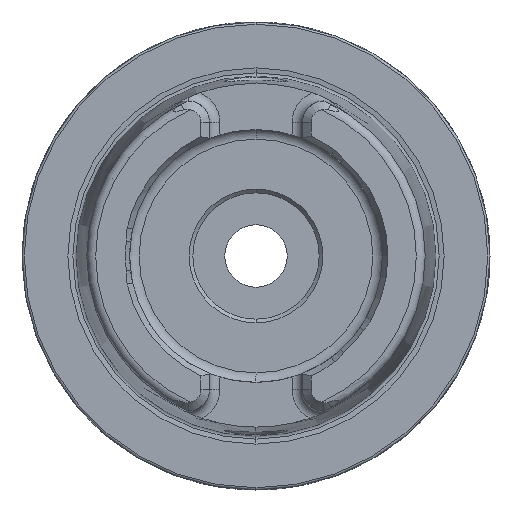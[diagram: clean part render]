
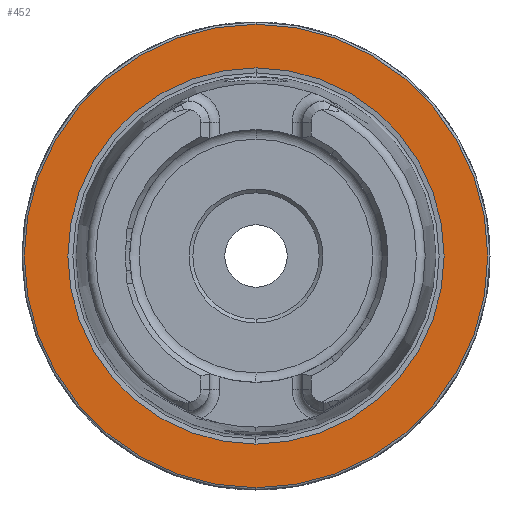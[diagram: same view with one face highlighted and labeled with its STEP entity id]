
A CAD part, left-side view. The second image highlights one B-rep face of the part: STEP entity #452.
In plain terms, the highlighted planar face has unit normal (-1, 0, 0).
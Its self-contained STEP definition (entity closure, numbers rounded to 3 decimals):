
#53 = VERTEX_POINT ( 'NONE', #3582 ) ;
#452 = ADVANCED_FACE ( 'NONE', ( #4131, #4122 ), #5819, .F. ) ;
#966 = EDGE_LOOP ( 'NONE', ( #1310, #1311 ) ) ;
#967 = EDGE_LOOP ( 'NONE', ( #1308, #1309 ) ) ;
#1308 = ORIENTED_EDGE ( 'NONE', *, *, #5703, .F. ) ;
#1309 = ORIENTED_EDGE ( 'NONE', *, *, #3228, .F. ) ;
#1310 = ORIENTED_EDGE ( 'NONE', *, *, #3233, .T. ) ;
#1311 = ORIENTED_EDGE ( 'NONE', *, *, #5701, .T. ) ;
#2004 = AXIS2_PLACEMENT_3D ( 'NONE', #5827, #5817, #5816 ) ;
#2110 = AXIS2_PLACEMENT_3D ( 'NONE', #2475, #2476, #2477 ) ;
#2114 = AXIS2_PLACEMENT_3D ( 'NONE', #2488, #2489, #2491 ) ;
#2170 = AXIS2_PLACEMENT_3D ( 'NONE', #2259, #2260, #2261 ) ;
#2172 = AXIS2_PLACEMENT_3D ( 'NONE', #2266, #2267, #2268 ) ;
#2259 = CARTESIAN_POINT ( 'NONE',  ( 0., 0., 0. ) ) ;
#2260 = DIRECTION ( 'NONE',  ( -1., 0., 0. ) ) ;
#2261 = DIRECTION ( 'NONE',  ( 0., 0., 1. ) ) ;
#2266 = CARTESIAN_POINT ( 'NONE',  ( 0., 0., 0. ) ) ;
#2267 = DIRECTION ( 'NONE',  ( -1., 0., 0. ) ) ;
#2268 = DIRECTION ( 'NONE',  ( 0., 0., 1. ) ) ;
#2475 = CARTESIAN_POINT ( 'NONE',  ( 0., 0., 0. ) ) ;
#2476 = DIRECTION ( 'NONE',  ( -1., 0., 0. ) ) ;
#2477 = DIRECTION ( 'NONE',  ( 0., 0., 1. ) ) ;
#2488 = CARTESIAN_POINT ( 'NONE',  ( 0., 0., 0. ) ) ;
#2489 = DIRECTION ( 'NONE',  ( -1., 0., 0. ) ) ;
#2491 = DIRECTION ( 'NONE',  ( 0., 0., 1. ) ) ;
#3228 = EDGE_CURVE ( 'NONE', #53, #4559, #6478, .T. ) ;
#3233 = EDGE_CURVE ( 'NONE', #4565, #4551, #6405, .T. ) ;
#3582 = CARTESIAN_POINT ( 'NONE',  ( 0., 0., -25.324 ) ) ;
#4122 = FACE_OUTER_BOUND ( 'NONE', #966, .T. ) ;
#4131 = FACE_BOUND ( 'NONE', #967, .T. ) ;
#4551 = VERTEX_POINT ( 'NONE', #7066 ) ;
#4559 = VERTEX_POINT ( 'NONE', #7074 ) ;
#4565 = VERTEX_POINT ( 'NONE', #7080 ) ;
#5701 = EDGE_CURVE ( 'NONE', #4551, #4565, #7552, .T. ) ;
#5703 = EDGE_CURVE ( 'NONE', #4559, #53, #8881, .T. ) ;
#5816 = DIRECTION ( 'NONE',  ( 0., 0., -1. ) ) ;
#5817 = DIRECTION ( 'NONE',  ( 1., 0., 0. ) ) ;
#5819 = PLANE ( 'NONE',  #2004 ) ;
#5827 = CARTESIAN_POINT ( 'NONE',  ( 0., 31.2, 0. ) ) ;
#6405 = CIRCLE ( 'NONE', #2114, 31.2 ) ;
#6478 = CIRCLE ( 'NONE', #2110, 25.324 ) ;
#7066 = CARTESIAN_POINT ( 'NONE',  ( 0., 0., -31.2 ) ) ;
#7074 = CARTESIAN_POINT ( 'NONE',  ( 0., 0., 25.324 ) ) ;
#7080 = CARTESIAN_POINT ( 'NONE',  ( 0., 0., 31.2 ) ) ;
#7552 = CIRCLE ( 'NONE', #2170, 31.2 ) ;
#8881 = CIRCLE ( 'NONE', #2172, 25.324 ) ;
